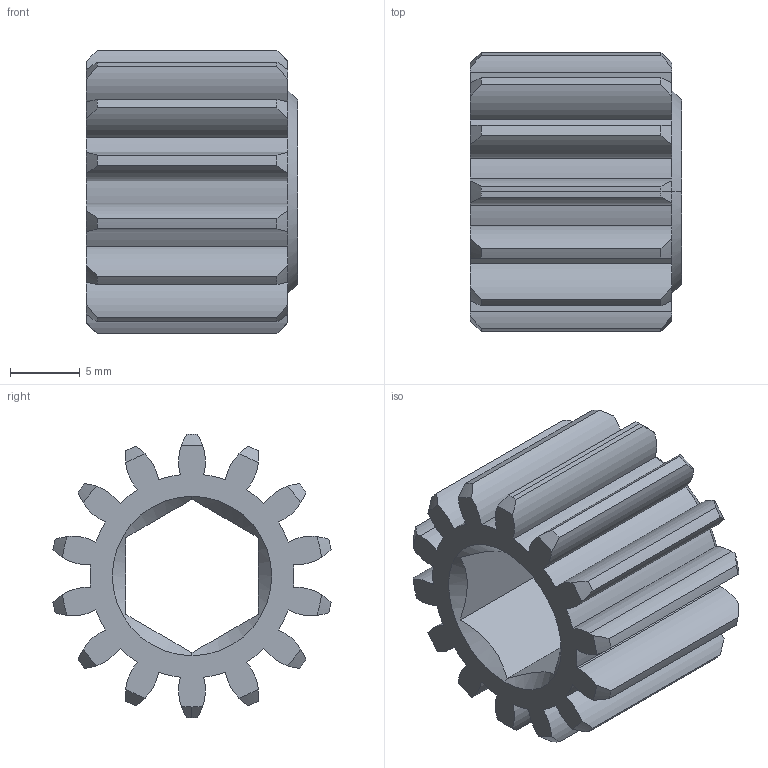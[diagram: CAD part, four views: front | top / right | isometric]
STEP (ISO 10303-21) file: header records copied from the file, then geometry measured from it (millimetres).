
FILE_DESCRIPTION (( 'STEP AP203' ), '1' );
FILE_NAME ('am-0151 14T 20DP 14.5PA 375 Hex Bore Gear.STEP', '2021-06-02T21:23:56', ( '' ), ( '' ), 'SwSTEP 2.0', 'SolidWorks 2019', '' );
FILE_SCHEMA (( 'CONFIG_CONTROL_DESIGN' ));
Length unit declared in the file: inch
Products named in the file (1): am-0151 14T 20DP 14.5PA 375 Hex Bore Gear
Bounding box: 15.14 x 19.97 x 20.32 mm (x, y, z)
Volume: 2268.5 mm3; surface area: 2467.5 mm2
Topology: 1 solids, 1 shells, 119 faces, 318 edges, 201 vertices
Faces by surface type: cylinder 61, cone 36, plane 22
Entity records: 4018 total; most frequent: CARTESIAN_POINT 947, DIRECTION 665, ORIENTED_EDGE 636, EDGE_CURVE 318, AXIS2_PLACEMENT_3D 295, VERTEX_POINT 201, CIRCLE 175, EDGE_LOOP 121
